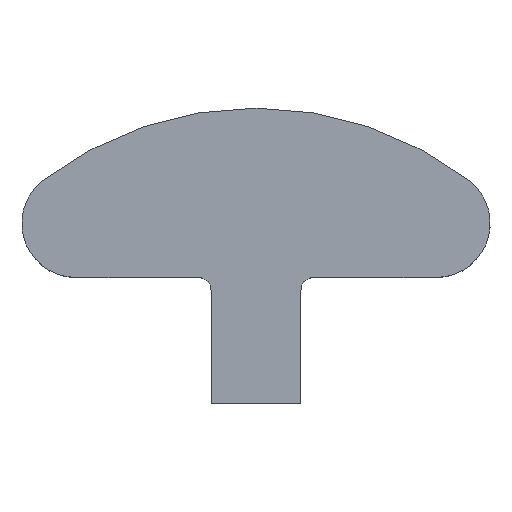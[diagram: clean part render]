
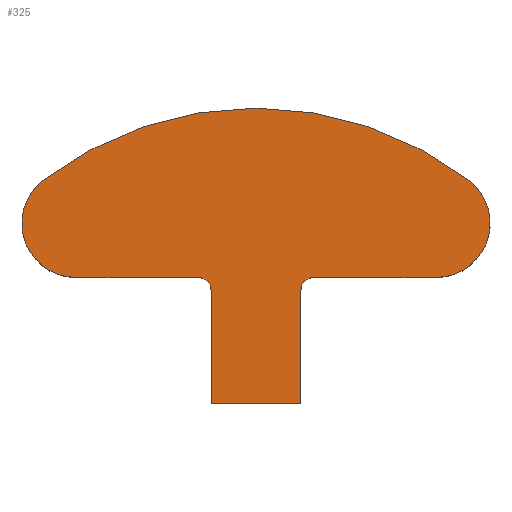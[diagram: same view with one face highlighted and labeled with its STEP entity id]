
A CAD part, top view. The second image highlights one B-rep face of the part: STEP entity #325.
In plain terms, the highlighted planar face has unit normal (0, 0, 1).
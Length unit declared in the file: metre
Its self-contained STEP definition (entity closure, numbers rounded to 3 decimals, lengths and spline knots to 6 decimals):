
#20=CIRCLE('',#357,0.019406);
#21=CIRCLE('',#358,0.003);
#22=CIRCLE('',#359,0.0007);
#23=CIRCLE('',#360,0.0007);
#24=CIRCLE('',#361,0.003);
#62=ORIENTED_EDGE('',*,*,#150,.T.);
#63=ORIENTED_EDGE('',*,*,#151,.T.);
#64=ORIENTED_EDGE('',*,*,#152,.F.);
#65=ORIENTED_EDGE('',*,*,#153,.T.);
#66=ORIENTED_EDGE('',*,*,#140,.F.);
#67=ORIENTED_EDGE('',*,*,#148,.T.);
#68=ORIENTED_EDGE('',*,*,#136,.T.);
#69=ORIENTED_EDGE('',*,*,#154,.T.);
#70=ORIENTED_EDGE('',*,*,#155,.F.);
#71=ORIENTED_EDGE('',*,*,#156,.T.);
#136=EDGE_CURVE('',#185,#184,#216,.T.);
#140=EDGE_CURVE('',#188,#189,#220,.T.);
#148=EDGE_CURVE('',#188,#185,#228,.T.);
#150=EDGE_CURVE('',#194,#195,#20,.T.);
#151=EDGE_CURVE('',#195,#196,#21,.T.);
#152=EDGE_CURVE('',#197,#196,#230,.T.);
#153=EDGE_CURVE('',#197,#189,#22,.F.);
#154=EDGE_CURVE('',#184,#198,#23,.F.);
#155=EDGE_CURVE('',#199,#198,#231,.T.);
#156=EDGE_CURVE('',#199,#194,#24,.T.);
#184=VERTEX_POINT('',#497);
#185=VERTEX_POINT('',#499);
#188=VERTEX_POINT('',#507);
#189=VERTEX_POINT('',#508);
#194=VERTEX_POINT('',#527);
#195=VERTEX_POINT('',#528);
#196=VERTEX_POINT('',#530);
#197=VERTEX_POINT('',#532);
#198=VERTEX_POINT('',#535);
#199=VERTEX_POINT('',#537);
#216=LINE('',#498,#246);
#220=LINE('',#506,#250);
#228=LINE('',#522,#258);
#230=LINE('',#531,#260);
#231=LINE('',#536,#261);
#246=VECTOR('',#393,1.);
#250=VECTOR('',#399,1.);
#258=VECTOR('',#411,1.);
#260=VECTOR('',#421,1.);
#261=VECTOR('',#426,1.);
#279=EDGE_LOOP('',(#62,#63,#64,#65,#66,#67,#68,#69,#70,#71));
#297=FACE_BOUND('',#279,.T.);
#315=PLANE('',#356);
#325=ADVANCED_FACE('',(#297),#315,.T.);
#356=AXIS2_PLACEMENT_3D('',#525,#415,#416);
#357=AXIS2_PLACEMENT_3D('',#526,#417,#418);
#358=AXIS2_PLACEMENT_3D('',#529,#419,#420);
#359=AXIS2_PLACEMENT_3D('',#533,#422,#423);
#360=AXIS2_PLACEMENT_3D('',#534,#424,#425);
#361=AXIS2_PLACEMENT_3D('',#538,#427,#428);
#393=DIRECTION('',(0.,1.,0.));
#399=DIRECTION('',(0.,1.,0.));
#411=DIRECTION('',(1.,0.,0.));
#415=DIRECTION('',(0.,0.,1.));
#416=DIRECTION('',(1.,0.,0.));
#417=DIRECTION('',(0.,0.,1.));
#418=DIRECTION('',(0.,-1.,0.));
#419=DIRECTION('',(0.,0.,1.));
#420=DIRECTION('',(0.,-1.,0.));
#421=DIRECTION('',(-1.,0.,0.));
#422=DIRECTION('',(0.,0.,1.));
#423=DIRECTION('',(0.,-1.,0.));
#424=DIRECTION('',(0.,0.,1.));
#425=DIRECTION('',(0.,-1.,0.));
#426=DIRECTION('',(-1.,0.,0.));
#427=DIRECTION('',(0.,0.,1.));
#428=DIRECTION('',(0.,-1.,0.));
#497=CARTESIAN_POINT('',(0.0025,0.0093,0.012844));
#498=CARTESIAN_POINT('',(0.0025,0.,0.012844));
#499=CARTESIAN_POINT('',(0.0025,0.003,0.012844));
#506=CARTESIAN_POINT('',(-0.0025,0.,0.012844));
#507=CARTESIAN_POINT('',(-0.0025,0.003,0.012844));
#508=CARTESIAN_POINT('',(-0.0025,0.0093,0.012844));
#522=CARTESIAN_POINT('',(0.002502,0.003,0.012844));
#525=CARTESIAN_POINT('',(0.,0.,0.012844));
#526=CARTESIAN_POINT('',(0.,0.,0.012844));
#527=CARTESIAN_POINT('',(0.011839,0.015377,0.012844));
#528=CARTESIAN_POINT('',(-0.011839,0.015377,0.012844));
#529=CARTESIAN_POINT('',(-0.010008,0.013,0.012844));
#530=CARTESIAN_POINT('',(-0.010008,0.01,0.012844));
#531=CARTESIAN_POINT('',(0.,0.01,0.012844));
#532=CARTESIAN_POINT('',(-0.0032,0.01,0.012844));
#533=CARTESIAN_POINT('',(-0.0032,0.0093,0.012844));
#534=CARTESIAN_POINT('',(0.0032,0.0093,0.012844));
#535=CARTESIAN_POINT('',(0.0032,0.01,0.012844));
#536=CARTESIAN_POINT('',(0.,0.01,0.012844));
#537=CARTESIAN_POINT('',(0.010008,0.01,0.012844));
#538=CARTESIAN_POINT('',(0.010008,0.013,0.012844));
